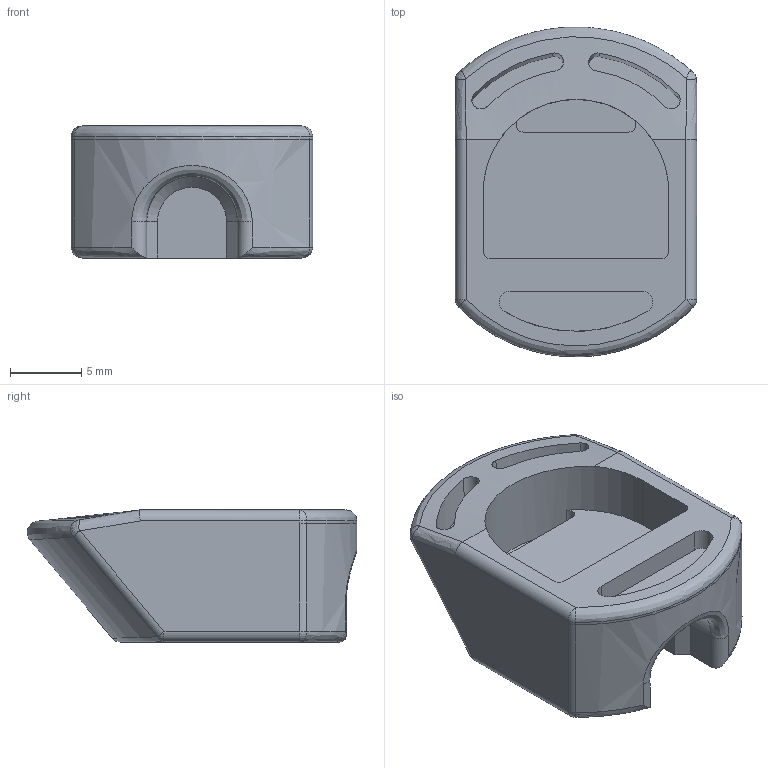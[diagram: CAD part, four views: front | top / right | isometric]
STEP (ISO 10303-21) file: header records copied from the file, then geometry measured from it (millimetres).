
FILE_DESCRIPTION((''),'2;1');
FILE_NAME('Chassis_Serrure_Pene.stp','2009-02-12T21:13:26',('Alex_Cyril'),(''),'Autodesk Inventor 11','Autodesk Inventor 11','');
FILE_SCHEMA(('AUTOMOTIVE_DESIGN { 1 0 10303 214 1 1 1 1 }'));
Length unit declared in the file: inch
Products named in the file (1): Chassis_Serrure_Pene
Bounding box: 16.89 x 23.09 x 9.25 mm (x, y, z)
Volume: 1735.8 mm3; surface area: 1719.2 mm2
Topology: 1 solids, 1 shells, 86 faces, 214 edges, 123 vertices
Faces by surface type: cylinder 30, plane 25, bspline 20, sphere 10, cone 1
Entity records: 3386 total; most frequent: CARTESIAN_POINT 1512, ORIENTED_EDGE 404, DIRECTION 355, EDGE_CURVE 202, AXIS2_PLACEMENT_3D 131, VERTEX_POINT 123, VECTOR 93, LINE 93
